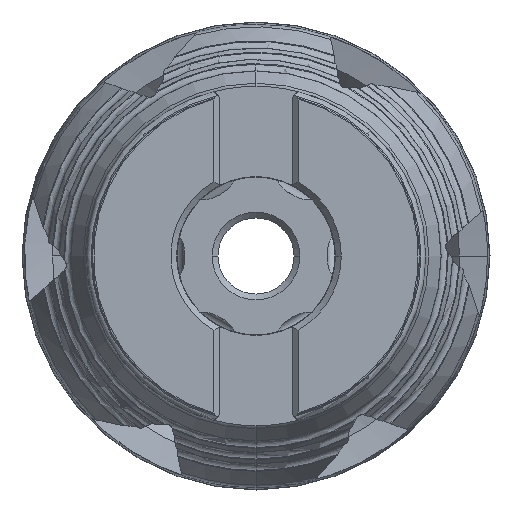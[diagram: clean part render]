
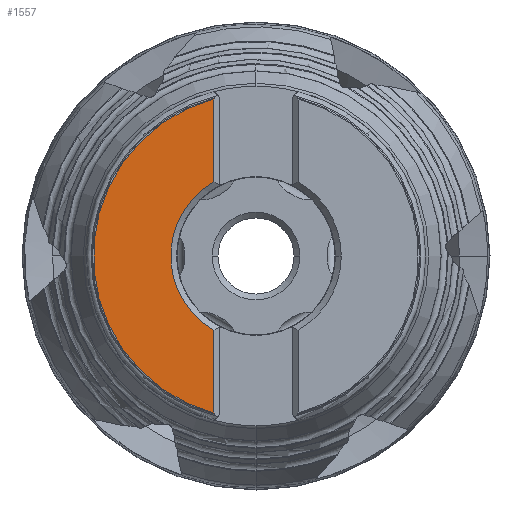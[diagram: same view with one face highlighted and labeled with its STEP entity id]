
A CAD part, left-side view. The second image highlights one B-rep face of the part: STEP entity #1557.
In plain terms, the highlighted planar face has unit normal (-1, 0, 0).
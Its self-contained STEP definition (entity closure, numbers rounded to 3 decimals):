
#702 = EDGE_CURVE ( 'NONE', #5576, #5584, #6861, .T. ) ;
#703 = EDGE_CURVE ( 'NONE', #5584, #5588, #6994, .T. ) ;
#704 = EDGE_CURVE ( 'NONE', #5587, #5588, #6864, .T. ) ;
#705 = EDGE_CURVE ( 'NONE', #5587, #5576, #7000, .T. ) ;
#1557 = ADVANCED_FACE ( 'NONE', ( #12066 ), #12072, .T. ) ;
#2306 = ORIENTED_EDGE ( 'NONE', *, *, #702, .T. ) ;
#2307 = ORIENTED_EDGE ( 'NONE', *, *, #703, .T. ) ;
#2308 = ORIENTED_EDGE ( 'NONE', *, *, #704, .F. ) ;
#2309 = ORIENTED_EDGE ( 'NONE', *, *, #705, .T. ) ;
#5202 = EDGE_LOOP ( 'NONE', ( #2306, #2307, #2308, #2309 ) ) ;
#5576 = VERTEX_POINT ( 'NONE', #13886 ) ;
#5584 = VERTEX_POINT ( 'NONE', #13894 ) ;
#5587 = VERTEX_POINT ( 'NONE', #13897 ) ;
#5588 = VERTEX_POINT ( 'NONE', #13898 ) ;
#6857 = VECTOR ( 'NONE', #7004, 1000. ) ;
#6861 = CIRCLE ( 'NONE', #6862, 14.575 ) ;
#6862 = AXIS2_PLACEMENT_3D ( 'NONE', #6995, #6996, #6997 ) ;
#6863 = VECTOR ( 'NONE', #6998, 1000. ) ;
#6864 = CIRCLE ( 'NONE', #6866, 27.788 ) ;
#6866 = AXIS2_PLACEMENT_3D ( 'NONE', #7001, #7002, #7003 ) ;
#6983 = CARTESIAN_POINT ( 'NONE',  ( -48.25, 7.2, 27.087 ) ) ;
#6993 = CARTESIAN_POINT ( 'NONE',  ( -48.25, 7.2, -13.191 ) ) ;
#6994 = LINE ( 'NONE', #6983, #6863 ) ;
#6995 = CARTESIAN_POINT ( 'NONE',  ( -48.25, 0., 0. ) ) ;
#6996 = DIRECTION ( 'NONE',  ( 1., 0., 0. ) ) ;
#6997 = DIRECTION ( 'NONE',  ( 0., 1., 0. ) ) ;
#6998 = DIRECTION ( 'NONE',  ( 0., 0., 1. ) ) ;
#7000 = LINE ( 'NONE', #6993, #6857 ) ;
#7001 = CARTESIAN_POINT ( 'NONE',  ( -48.25, 0., 0. ) ) ;
#7002 = DIRECTION ( 'NONE',  ( 1., 0., 0. ) ) ;
#7003 = DIRECTION ( 'NONE',  ( 0., 0., -1. ) ) ;
#7004 = DIRECTION ( 'NONE',  ( 0., 0., 1. ) ) ;
#9849 = AXIS2_PLACEMENT_3D ( 'NONE', #12069, #12074, #12075 ) ;
#12066 = FACE_OUTER_BOUND ( 'NONE', #5202, .T. ) ;
#12069 = CARTESIAN_POINT ( 'NONE',  ( -48.25, 27.788, 0. ) ) ;
#12072 = PLANE ( 'NONE',  #9849 ) ;
#12074 = DIRECTION ( 'NONE',  ( -1., 0., 0. ) ) ;
#12075 = DIRECTION ( 'NONE',  ( 0., 0., 1. ) ) ;
#13886 = CARTESIAN_POINT ( 'NONE',  ( -48.25, 7.2, -12.672 ) ) ;
#13894 = CARTESIAN_POINT ( 'NONE',  ( -48.25, 7.2, 12.672 ) ) ;
#13897 = CARTESIAN_POINT ( 'NONE',  ( -48.25, 7.2, -26.839 ) ) ;
#13898 = CARTESIAN_POINT ( 'NONE',  ( -48.25, 7.2, 26.839 ) ) ;
